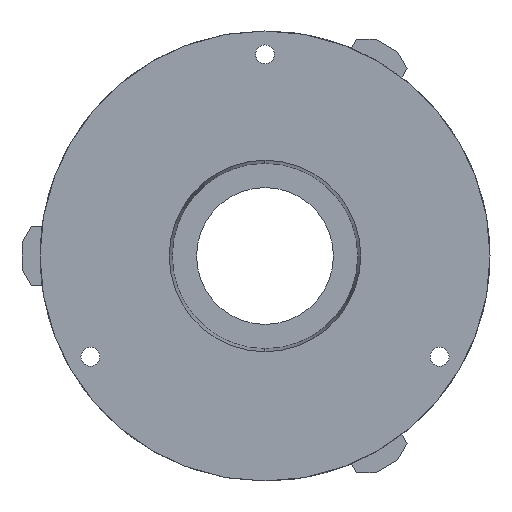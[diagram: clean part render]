
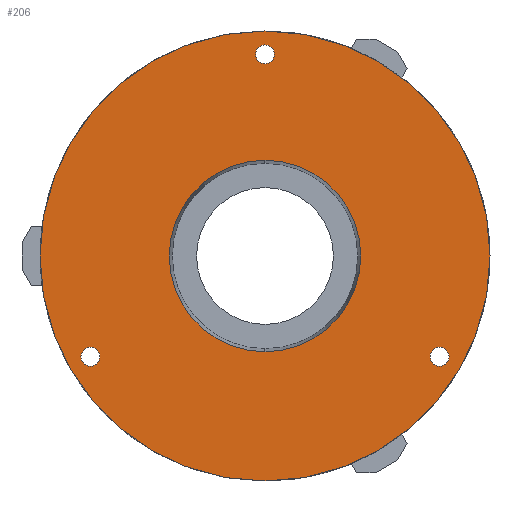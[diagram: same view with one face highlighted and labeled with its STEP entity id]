
A CAD part, left-side view. The second image highlights one B-rep face of the part: STEP entity #206.
In plain terms, the highlighted planar face has unit normal (-1, 0, 0).
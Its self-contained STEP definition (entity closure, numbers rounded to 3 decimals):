
#2 = ORIENTED_EDGE ( 'NONE', *, *, #2100, .T. ) ;
#17 = DIRECTION ( 'NONE',  ( 0., 0., 1. ) ) ;
#37 = ORIENTED_EDGE ( 'NONE', *, *, #381, .F. ) ;
#44 = CIRCLE ( 'NONE', #1732, 125. ) ;
#50 = VERTEX_POINT ( 'NONE', #1547 ) ;
#56 = AXIS2_PLACEMENT_3D ( 'NONE', #487, #1151, #1464 ) ;
#86 = VERTEX_POINT ( 'NONE', #1382 ) ;
#108 = AXIS2_PLACEMENT_3D ( 'NONE', #1785, #1973, #1638 ) ;
#115 = EDGE_LOOP ( 'NONE', ( #867, #2 ) ) ;
#119 = CARTESIAN_POINT ( 'NONE',  ( 0., -96.995, -50.75 ) ) ;
#145 = DIRECTION ( 'NONE',  ( 0., 0., -1. ) ) ;
#163 = VERTEX_POINT ( 'NONE', #2110 ) ;
#164 = DIRECTION ( 'NONE',  ( 1., 0., 0. ) ) ;
#206 = ADVANCED_FACE ( 'NONE', ( #2131, #268, #2143, #769, #1602 ), #422, .F. ) ;
#217 = DIRECTION ( 'NONE',  ( 1., 0., 0. ) ) ;
#268 = FACE_BOUND ( 'NONE', #1730, .T. ) ;
#278 = EDGE_CURVE ( 'NONE', #1347, #1804, #2097, .T. ) ;
#290 = CIRCLE ( 'NONE', #1522, 5.25 ) ;
#330 = CARTESIAN_POINT ( 'NONE',  ( 0., 0., 0. ) ) ;
#340 = DIRECTION ( 'NONE',  ( 0., 0., -1. ) ) ;
#361 = CARTESIAN_POINT ( 'NONE',  ( 0., 0., 125. ) ) ;
#370 = CARTESIAN_POINT ( 'NONE',  ( 0., 96.995, -56. ) ) ;
#372 = EDGE_CURVE ( 'NONE', #163, #86, #618, .T. ) ;
#381 = EDGE_CURVE ( 'NONE', #50, #1930, #892, .T. ) ;
#396 = EDGE_LOOP ( 'NONE', ( #2139, #858 ) ) ;
#403 = EDGE_LOOP ( 'NONE', ( #1863, #472 ) ) ;
#422 = PLANE ( 'NONE',  #889 ) ;
#472 = ORIENTED_EDGE ( 'NONE', *, *, #640, .T. ) ;
#487 = CARTESIAN_POINT ( 'NONE',  ( 0., 0., 112. ) ) ;
#541 = CARTESIAN_POINT ( 'NONE',  ( 0., 96.995, -50.75 ) ) ;
#542 = CARTESIAN_POINT ( 'NONE',  ( 0., -96.995, -56. ) ) ;
#583 = CARTESIAN_POINT ( 'NONE',  ( 0., 96.995, -56. ) ) ;
#584 = CIRCLE ( 'NONE', #2065, 53.188 ) ;
#611 = CARTESIAN_POINT ( 'NONE',  ( 0., -96.995, -56. ) ) ;
#618 = CIRCLE ( 'NONE', #2029, 53.188 ) ;
#640 = EDGE_CURVE ( 'NONE', #1439, #1156, #824, .T. ) ;
#679 = DIRECTION ( 'NONE',  ( 1., 0., 0. ) ) ;
#682 = EDGE_CURVE ( 'NONE', #86, #163, #584, .T. ) ;
#684 = DIRECTION ( 'NONE',  ( 1., 0., 0. ) ) ;
#700 = CARTESIAN_POINT ( 'NONE',  ( 0., 0., 106.75 ) ) ;
#766 = EDGE_CURVE ( 'NONE', #1224, #782, #998, .T. ) ;
#769 = FACE_BOUND ( 'NONE', #396, .T. ) ;
#780 = DIRECTION ( 'NONE',  ( 0., 0., -1. ) ) ;
#782 = VERTEX_POINT ( 'NONE', #541 ) ;
#785 = CARTESIAN_POINT ( 'NONE',  ( 0., 0., 0. ) ) ;
#791 = DIRECTION ( 'NONE',  ( 0., -0.866, 0.5 ) ) ;
#824 = CIRCLE ( 'NONE', #56, 5.25 ) ;
#858 = ORIENTED_EDGE ( 'NONE', *, *, #682, .F. ) ;
#867 = ORIENTED_EDGE ( 'NONE', *, *, #766, .T. ) ;
#878 = EDGE_LOOP ( 'NONE', ( #1828, #37 ) ) ;
#889 = AXIS2_PLACEMENT_3D ( 'NONE', #1982, #932, #780 ) ;
#892 = CIRCLE ( 'NONE', #1070, 125. ) ;
#932 = DIRECTION ( 'NONE',  ( 1., 0., 0. ) ) ;
#949 = DIRECTION ( 'NONE',  ( 0., 0., 1. ) ) ;
#986 = DIRECTION ( 'NONE',  ( -1., 0., 0. ) ) ;
#998 = CIRCLE ( 'NONE', #1963, 5.25 ) ;
#1054 = AXIS2_PLACEMENT_3D ( 'NONE', #542, #1207, #1510 ) ;
#1070 = AXIS2_PLACEMENT_3D ( 'NONE', #1671, #164, #340 ) ;
#1151 = DIRECTION ( 'NONE',  ( 1., 0., 0. ) ) ;
#1156 = VERTEX_POINT ( 'NONE', #700 ) ;
#1207 = DIRECTION ( 'NONE',  ( 1., 0., 0. ) ) ;
#1224 = VERTEX_POINT ( 'NONE', #1539 ) ;
#1278 = DIRECTION ( 'NONE',  ( 1., 0., 0. ) ) ;
#1280 = CARTESIAN_POINT ( 'NONE',  ( 0., 0., 117.25 ) ) ;
#1307 = DIRECTION ( 'NONE',  ( -1., 0., 0. ) ) ;
#1345 = CARTESIAN_POINT ( 'NONE',  ( 0., 0., 0. ) ) ;
#1347 = VERTEX_POINT ( 'NONE', #1414 ) ;
#1366 = DIRECTION ( 'NONE',  ( 0., 0., -1. ) ) ;
#1368 = ORIENTED_EDGE ( 'NONE', *, *, #278, .T. ) ;
#1382 = CARTESIAN_POINT ( 'NONE',  ( 0., 0., -53.188 ) ) ;
#1408 = EDGE_CURVE ( 'NONE', #1156, #1439, #1947, .T. ) ;
#1414 = CARTESIAN_POINT ( 'NONE',  ( 0., -96.995, -61.25 ) ) ;
#1426 = AXIS2_PLACEMENT_3D ( 'NONE', #611, #1278, #791 ) ;
#1439 = VERTEX_POINT ( 'NONE', #1280 ) ;
#1464 = DIRECTION ( 'NONE',  ( 0., 0.866, 0.5 ) ) ;
#1465 = ORIENTED_EDGE ( 'NONE', *, *, #1929, .T. ) ;
#1510 = DIRECTION ( 'NONE',  ( 0., -0.866, 0.5 ) ) ;
#1522 = AXIS2_PLACEMENT_3D ( 'NONE', #583, #217, #2072 ) ;
#1539 = CARTESIAN_POINT ( 'NONE',  ( 0., 96.995, -61.25 ) ) ;
#1545 = EDGE_CURVE ( 'NONE', #1930, #50, #44, .T. ) ;
#1547 = CARTESIAN_POINT ( 'NONE',  ( 0., 0., -125. ) ) ;
#1556 = CIRCLE ( 'NONE', #1054, 5.25 ) ;
#1602 = FACE_OUTER_BOUND ( 'NONE', #878, .T. ) ;
#1638 = DIRECTION ( 'NONE',  ( 0., 0.866, 0.5 ) ) ;
#1671 = CARTESIAN_POINT ( 'NONE',  ( 0., 0., 0. ) ) ;
#1730 = EDGE_LOOP ( 'NONE', ( #1368, #1465 ) ) ;
#1732 = AXIS2_PLACEMENT_3D ( 'NONE', #330, #684, #145 ) ;
#1785 = CARTESIAN_POINT ( 'NONE',  ( 0., 0., 112. ) ) ;
#1804 = VERTEX_POINT ( 'NONE', #119 ) ;
#1828 = ORIENTED_EDGE ( 'NONE', *, *, #1545, .F. ) ;
#1863 = ORIENTED_EDGE ( 'NONE', *, *, #1408, .T. ) ;
#1929 = EDGE_CURVE ( 'NONE', #1804, #1347, #1556, .T. ) ;
#1930 = VERTEX_POINT ( 'NONE', #361 ) ;
#1947 = CIRCLE ( 'NONE', #108, 5.25 ) ;
#1963 = AXIS2_PLACEMENT_3D ( 'NONE', #370, #679, #1366 ) ;
#1973 = DIRECTION ( 'NONE',  ( 1., 0., 0. ) ) ;
#1982 = CARTESIAN_POINT ( 'NONE',  ( 0., 0., 0. ) ) ;
#2029 = AXIS2_PLACEMENT_3D ( 'NONE', #1345, #986, #17 ) ;
#2065 = AXIS2_PLACEMENT_3D ( 'NONE', #785, #1307, #949 ) ;
#2072 = DIRECTION ( 'NONE',  ( 0., 0., -1. ) ) ;
#2097 = CIRCLE ( 'NONE', #1426, 5.25 ) ;
#2100 = EDGE_CURVE ( 'NONE', #782, #1224, #290, .T. ) ;
#2110 = CARTESIAN_POINT ( 'NONE',  ( 0., 0., 53.188 ) ) ;
#2131 = FACE_BOUND ( 'NONE', #403, .T. ) ;
#2139 = ORIENTED_EDGE ( 'NONE', *, *, #372, .F. ) ;
#2143 = FACE_BOUND ( 'NONE', #115, .T. ) ;
